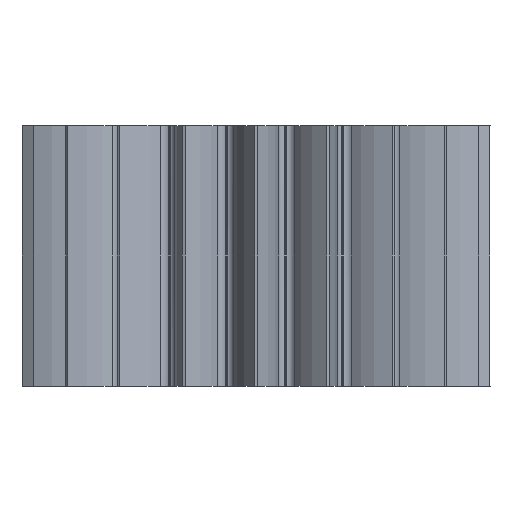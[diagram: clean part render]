
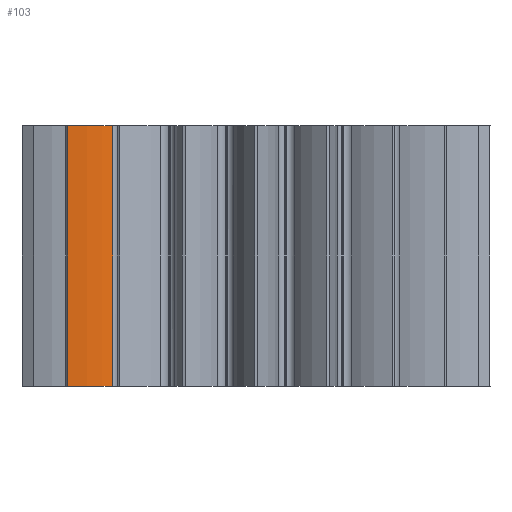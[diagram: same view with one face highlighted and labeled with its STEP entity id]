
A CAD part, front view. The second image highlights one B-rep face of the part: STEP entity #103.
In plain terms, the highlighted free-form (B-spline) face has degree [3, 1] with [18, 2] control points.
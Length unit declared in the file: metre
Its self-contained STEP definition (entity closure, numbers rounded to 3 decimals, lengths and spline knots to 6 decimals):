
#103 = ADVANCED_FACE( '', ( #276 ), #277, .F. );
#276 = FACE_OUTER_BOUND( '', #1510, .T. );
#277 = B_SPLINE_SURFACE_WITH_KNOTS( '', 3, 1, ( ( #1511, #1512 ), ( #1513, #1514 ), ( #1515, #1516 ), ( #1517, #1518 ), ( #1519, #1520 ), ( #1521, #1522 ), ( #1523, #1524 ), ( #1525, #1526 ), ( #1527, #1528 ), ( #1529, #1530 ), ( #1531, #1532 ), ( #1533, #1534 ), ( #1535, #1536 ), ( #1537, #1538 ), ( #1539, #1540 ), ( #1541, #1542 ), ( #1543, #1544 ), ( #1545, #1546 ) ), .UNSPECIFIED., .F., .F., .F., ( 4, 2, 2, 2, 2, 2, 2, 2, 4 ), ( 2, 2 ), ( 0., 0.25, 0.3125, 0.375, 0.5, 0.625, 0.6875, 0.75, 1. ), ( 0., 1. ), .UNSPECIFIED. );
#1510 = EDGE_LOOP( '', ( #5249, #5250, #5251, #5252 ) );
#1511 = CARTESIAN_POINT( '', ( -0.14495, -0.106717, 0.100005 ) );
#1512 = CARTESIAN_POINT( '', ( -0.14495, -0.106717, -0.100005 ) );
#1513 = CARTESIAN_POINT( '', ( -0.140897, -0.106865, 0.100005 ) );
#1514 = CARTESIAN_POINT( '', ( -0.140897, -0.106865, -0.100005 ) );
#1515 = CARTESIAN_POINT( '', ( -0.137115, -0.106783, 0.100005 ) );
#1516 = CARTESIAN_POINT( '', ( -0.137115, -0.106783, -0.100005 ) );
#1517 = CARTESIAN_POINT( '', ( -0.13275, -0.106467, 0.100005 ) );
#1518 = CARTESIAN_POINT( '', ( -0.13275, -0.106467, -0.100005 ) );
#1519 = CARTESIAN_POINT( '', ( -0.131896, -0.106394, 0.100005 ) );
#1520 = CARTESIAN_POINT( '', ( -0.131896, -0.106394, -0.100005 ) );
#1521 = CARTESIAN_POINT( '', ( -0.130223, -0.106227, 0.100005 ) );
#1522 = CARTESIAN_POINT( '', ( -0.130223, -0.106227, -0.100005 ) );
#1523 = CARTESIAN_POINT( '', ( -0.129405, -0.106134, 0.100005 ) );
#1524 = CARTESIAN_POINT( '', ( -0.129405, -0.106134, -0.100005 ) );
#1525 = CARTESIAN_POINT( '', ( -0.127007, -0.105829, 0.100005 ) );
#1526 = CARTESIAN_POINT( '', ( -0.127007, -0.105829, -0.100005 ) );
#1527 = CARTESIAN_POINT( '', ( -0.125483, -0.105591, 0.100005 ) );
#1528 = CARTESIAN_POINT( '', ( -0.125483, -0.105591, -0.100005 ) );
#1529 = CARTESIAN_POINT( '', ( -0.122585, -0.105061, 0.100005 ) );
#1530 = CARTESIAN_POINT( '', ( -0.122585, -0.105061, -0.100005 ) );
#1531 = CARTESIAN_POINT( '', ( -0.121212, -0.104769, 0.100005 ) );
#1532 = CARTESIAN_POINT( '', ( -0.121212, -0.104769, -0.100005 ) );
#1533 = CARTESIAN_POINT( '', ( -0.119266, -0.104303, 0.100005 ) );
#1534 = CARTESIAN_POINT( '', ( -0.119266, -0.104303, -0.100005 ) );
#1535 = CARTESIAN_POINT( '', ( -0.118636, -0.104143, 0.100005 ) );
#1536 = CARTESIAN_POINT( '', ( -0.118636, -0.104143, -0.100005 ) );
#1537 = CARTESIAN_POINT( '', ( -0.117415, -0.103815, 0.100005 ) );
#1538 = CARTESIAN_POINT( '', ( -0.117415, -0.103815, -0.100005 ) );
#1539 = CARTESIAN_POINT( '', ( -0.116823, -0.103647, 0.100005 ) );
#1540 = CARTESIAN_POINT( '', ( -0.116823, -0.103647, -0.100005 ) );
#1541 = CARTESIAN_POINT( '', ( -0.11396, -0.102794, 0.100005 ) );
#1542 = CARTESIAN_POINT( '', ( -0.11396, -0.102794, -0.100005 ) );
#1543 = CARTESIAN_POINT( '', ( -0.111972, -0.102066, 0.100005 ) );
#1544 = CARTESIAN_POINT( '', ( -0.111972, -0.102066, -0.100005 ) );
#1545 = CARTESIAN_POINT( '', ( -0.110281, -0.101355, 0.100005 ) );
#1546 = CARTESIAN_POINT( '', ( -0.110281, -0.101355, -0.100005 ) );
#5249 = ORIENTED_EDGE( '', *, *, #5957, .T. );
#5250 = ORIENTED_EDGE( '', *, *, #6118, .T. );
#5251 = ORIENTED_EDGE( '', *, *, #6119, .T. );
#5252 = ORIENTED_EDGE( '', *, *, #6120, .F. );
#5957 = EDGE_CURVE( '', #6427, #6425, #6428, .T. );
#6118 = EDGE_CURVE( '', #6425, #6721, #6722, .T. );
#6119 = EDGE_CURVE( '', #6721, #6723, #6724, .T. );
#6120 = EDGE_CURVE( '', #6427, #6723, #6725, .T. );
#6425 = VERTEX_POINT( '', #7777 );
#6427 = VERTEX_POINT( '', #7779 );
#6428 = B_SPLINE_CURVE_WITH_KNOTS( '', 3, ( #7780, #7781, #7782, #7783, #7784, #7785, #7786, #7787, #7788, #7789, #7790, #7791, #7792, #7793, #7794, #7795, #7796, #7797 ), .UNSPECIFIED., .F., .F., ( 4, 2, 2, 2, 2, 2, 2, 2, 4 ), ( 0., 0.008818, 0.011023, 0.013227, 0.017636, 0.022045, 0.02425, 0.026454, 0.035272 ), .UNSPECIFIED. );
#6721 = VERTEX_POINT( '', #9964 );
#6722 = LINE( '', #9965, #9966 );
#6723 = VERTEX_POINT( '', #9967 );
#6724 = B_SPLINE_CURVE_WITH_KNOTS( '', 3, ( #9968, #9969, #9970, #9971, #9972, #9973, #9974, #9975, #9976, #9977, #9978, #9979, #9980, #9981, #9982, #9983, #9984, #9985 ), .UNSPECIFIED., .F., .F., ( 4, 2, 2, 2, 2, 2, 2, 2, 4 ), ( 0., 0.008834, 0.011042, 0.013251, 0.017668, 0.022085, 0.024293, 0.026502, 0.035335 ), .UNSPECIFIED. );
#6725 = LINE( '', #9986, #9987 );
#7777 = CARTESIAN_POINT( '', ( -0.14495, -0.106717, 0.1 ) );
#7779 = CARTESIAN_POINT( '', ( -0.110281, -0.101355, 0.1 ) );
#7780 = CARTESIAN_POINT( '', ( -0.110281, -0.101355, 0.1 ) );
#7781 = CARTESIAN_POINT( '', ( -0.111972, -0.102066, 0.1 ) );
#7782 = CARTESIAN_POINT( '', ( -0.11396, -0.102794, 0.1 ) );
#7783 = CARTESIAN_POINT( '', ( -0.116823, -0.103647, 0.1 ) );
#7784 = CARTESIAN_POINT( '', ( -0.117415, -0.103815, 0.1 ) );
#7785 = CARTESIAN_POINT( '', ( -0.118636, -0.104143, 0.1 ) );
#7786 = CARTESIAN_POINT( '', ( -0.119266, -0.104303, 0.1 ) );
#7787 = CARTESIAN_POINT( '', ( -0.121212, -0.104769, 0.1 ) );
#7788 = CARTESIAN_POINT( '', ( -0.122585, -0.105061, 0.1 ) );
#7789 = CARTESIAN_POINT( '', ( -0.125483, -0.105591, 0.1 ) );
#7790 = CARTESIAN_POINT( '', ( -0.127007, -0.105829, 0.1 ) );
#7791 = CARTESIAN_POINT( '', ( -0.129405, -0.106134, 0.1 ) );
#7792 = CARTESIAN_POINT( '', ( -0.130223, -0.106227, 0.1 ) );
#7793 = CARTESIAN_POINT( '', ( -0.131896, -0.106394, 0.1 ) );
#7794 = CARTESIAN_POINT( '', ( -0.13275, -0.106467, 0.1 ) );
#7795 = CARTESIAN_POINT( '', ( -0.137115, -0.106783, 0.1 ) );
#7796 = CARTESIAN_POINT( '', ( -0.140897, -0.106865, 0.1 ) );
#7797 = CARTESIAN_POINT( '', ( -0.14495, -0.106717, 0.1 ) );
#9964 = CARTESIAN_POINT( '', ( -0.14495, -0.106717, -0.1 ) );
#9965 = CARTESIAN_POINT( '', ( -0.14495, -0.106717, 0.100005 ) );
#9966 = VECTOR( '', #12063, 1. );
#9967 = CARTESIAN_POINT( '', ( -0.110281, -0.101355, -0.1 ) );
#9968 = CARTESIAN_POINT( '', ( -0.14495, -0.106717, -0.1 ) );
#9969 = CARTESIAN_POINT( '', ( -0.140897, -0.106865, -0.1 ) );
#9970 = CARTESIAN_POINT( '', ( -0.137115, -0.106783, -0.1 ) );
#9971 = CARTESIAN_POINT( '', ( -0.13275, -0.106467, -0.1 ) );
#9972 = CARTESIAN_POINT( '', ( -0.131896, -0.106394, -0.1 ) );
#9973 = CARTESIAN_POINT( '', ( -0.130223, -0.106227, -0.1 ) );
#9974 = CARTESIAN_POINT( '', ( -0.129405, -0.106134, -0.1 ) );
#9975 = CARTESIAN_POINT( '', ( -0.127007, -0.105829, -0.1 ) );
#9976 = CARTESIAN_POINT( '', ( -0.125483, -0.105591, -0.1 ) );
#9977 = CARTESIAN_POINT( '', ( -0.122585, -0.105061, -0.1 ) );
#9978 = CARTESIAN_POINT( '', ( -0.121212, -0.104769, -0.1 ) );
#9979 = CARTESIAN_POINT( '', ( -0.119266, -0.104303, -0.1 ) );
#9980 = CARTESIAN_POINT( '', ( -0.118636, -0.104143, -0.1 ) );
#9981 = CARTESIAN_POINT( '', ( -0.117415, -0.103815, -0.1 ) );
#9982 = CARTESIAN_POINT( '', ( -0.116823, -0.103647, -0.1 ) );
#9983 = CARTESIAN_POINT( '', ( -0.11396, -0.102794, -0.1 ) );
#9984 = CARTESIAN_POINT( '', ( -0.111972, -0.102066, -0.1 ) );
#9985 = CARTESIAN_POINT( '', ( -0.110281, -0.101355, -0.1 ) );
#9986 = CARTESIAN_POINT( '', ( -0.110281, -0.101355, 0.100005 ) );
#9987 = VECTOR( '', #12064, 1. );
#12063 = DIRECTION( '', ( 0., 0., -1. ) );
#12064 = DIRECTION( '', ( 0., 0., -1. ) );
